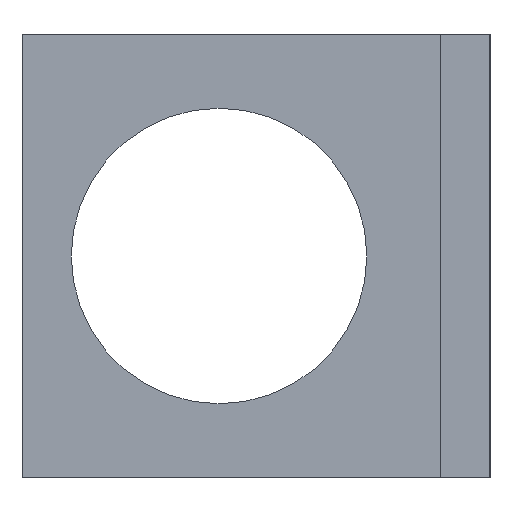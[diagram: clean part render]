
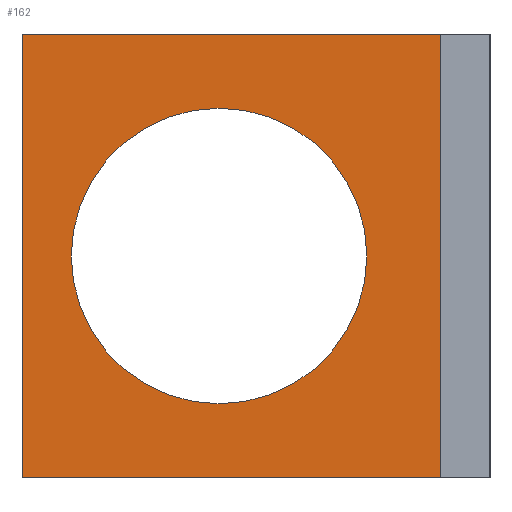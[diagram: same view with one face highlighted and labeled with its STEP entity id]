
A CAD part, left-side view. The second image highlights one B-rep face of the part: STEP entity #162.
In plain terms, the highlighted planar face has unit normal (-1, 0, 0).
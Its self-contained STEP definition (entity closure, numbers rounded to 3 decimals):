
#14 = ORIENTED_EDGE ( 'NONE', *, *, #328, .F. ) ;
#30 = CARTESIAN_POINT ( 'NONE',  ( -2., 17., 9. ) ) ;
#33 = CARTESIAN_POINT ( 'NONE',  ( -2., 11., 9. ) ) ;
#42 = ORIENTED_EDGE ( 'NONE', *, *, #181, .F. ) ;
#52 = DIRECTION ( 'NONE',  ( 0., -1., 0. ) ) ;
#60 = AXIS2_PLACEMENT_3D ( 'NONE', #33, #314, #361 ) ;
#63 = VERTEX_POINT ( 'NONE', #30 ) ;
#69 = CARTESIAN_POINT ( 'NONE',  ( -2., 19., 18. ) ) ;
#85 = VERTEX_POINT ( 'NONE', #354 ) ;
#91 = CARTESIAN_POINT ( 'NONE',  ( -2., 11., 9. ) ) ;
#99 = AXIS2_PLACEMENT_3D ( 'NONE', #439, #227, #310 ) ;
#106 = VERTEX_POINT ( 'NONE', #513 ) ;
#109 = CARTESIAN_POINT ( 'NONE',  ( -2., 2., 0. ) ) ;
#116 = VERTEX_POINT ( 'NONE', #138 ) ;
#130 = VERTEX_POINT ( 'NONE', #109 ) ;
#138 = CARTESIAN_POINT ( 'NONE',  ( -2., 19., 18. ) ) ;
#146 = PLANE ( 'NONE',  #99 ) ;
#147 = ORIENTED_EDGE ( 'NONE', *, *, #523, .F. ) ;
#162 = ADVANCED_FACE ( 'NONE', ( #409, #190 ), #146, .F. ) ;
#178 = VECTOR ( 'NONE', #520, 1000. ) ;
#181 = EDGE_CURVE ( 'NONE', #116, #85, #477, .T. ) ;
#189 = LINE ( 'NONE', #400, #250 ) ;
#190 = FACE_OUTER_BOUND ( 'NONE', #217, .T. ) ;
#197 = VERTEX_POINT ( 'NONE', #472 ) ;
#202 = LINE ( 'NONE', #517, #277 ) ;
#204 = DIRECTION ( 'NONE',  ( -1., 0., 0. ) ) ;
#217 = EDGE_LOOP ( 'NONE', ( #500, #14, #42, #292 ) ) ;
#220 = EDGE_CURVE ( 'NONE', #197, #63, #403, .T. ) ;
#227 = DIRECTION ( 'NONE',  ( 1., 0., 0. ) ) ;
#250 = VECTOR ( 'NONE', #368, 1000. ) ;
#274 = EDGE_CURVE ( 'NONE', #116, #106, #202, .T. ) ;
#277 = VECTOR ( 'NONE', #315, 1000. ) ;
#292 = ORIENTED_EDGE ( 'NONE', *, *, #274, .T. ) ;
#310 = DIRECTION ( 'NONE',  ( 0., 1., 0. ) ) ;
#312 = EDGE_LOOP ( 'NONE', ( #419, #147 ) ) ;
#314 = DIRECTION ( 'NONE',  ( -1., 0., 0. ) ) ;
#315 = DIRECTION ( 'NONE',  ( 0., 0., -1. ) ) ;
#328 = EDGE_CURVE ( 'NONE', #85, #130, #484, .T. ) ;
#354 = CARTESIAN_POINT ( 'NONE',  ( -2., 2., 18. ) ) ;
#361 = DIRECTION ( 'NONE',  ( 0., -1., 0. ) ) ;
#368 = DIRECTION ( 'NONE',  ( 0., -1., 0. ) ) ;
#369 = CARTESIAN_POINT ( 'NONE',  ( -2., 2., 18. ) ) ;
#400 = CARTESIAN_POINT ( 'NONE',  ( -2., 19., 0. ) ) ;
#403 = CIRCLE ( 'NONE', #60, 6. ) ;
#409 = FACE_BOUND ( 'NONE', #312, .T. ) ;
#415 = EDGE_CURVE ( 'NONE', #106, #130, #189, .T. ) ;
#419 = ORIENTED_EDGE ( 'NONE', *, *, #220, .F. ) ;
#439 = CARTESIAN_POINT ( 'NONE',  ( -2., 19., 18. ) ) ;
#443 = DIRECTION ( 'NONE',  ( 0., 0., -1. ) ) ;
#456 = AXIS2_PLACEMENT_3D ( 'NONE', #91, #204, #52 ) ;
#471 = VECTOR ( 'NONE', #443, 1000. ) ;
#472 = CARTESIAN_POINT ( 'NONE',  ( -2., 5., 9. ) ) ;
#477 = LINE ( 'NONE', #69, #178 ) ;
#484 = LINE ( 'NONE', #369, #471 ) ;
#489 = CIRCLE ( 'NONE', #456, 6. ) ;
#500 = ORIENTED_EDGE ( 'NONE', *, *, #415, .T. ) ;
#513 = CARTESIAN_POINT ( 'NONE',  ( -2., 19., 0. ) ) ;
#517 = CARTESIAN_POINT ( 'NONE',  ( -2., 19., 18. ) ) ;
#520 = DIRECTION ( 'NONE',  ( 0., -1., 0. ) ) ;
#523 = EDGE_CURVE ( 'NONE', #63, #197, #489, .T. ) ;
